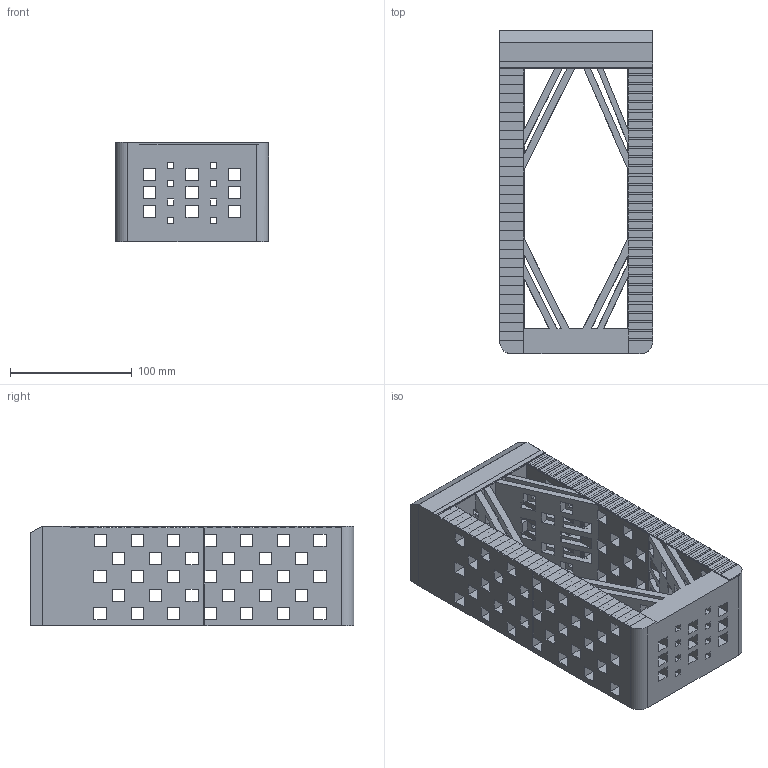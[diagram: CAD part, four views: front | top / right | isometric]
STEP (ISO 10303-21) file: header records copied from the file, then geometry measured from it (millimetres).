
FILE_DESCRIPTION(/* description */ (''),/* implementation_level */ '2;1');
FILE_NAME(/* name */ 'spinal fusion cage.step',/* time_stamp */ '2025-08-07T22:42:34-04:00',/* author */ (''),/* organization */ (''),/* preprocessor_version */ 'ST-DEVELOPER v20.1',/* originating_system */ 'Autodesk Translation Framework v14.10.0.0',/* authorisation */ '');
FILE_SCHEMA (('AUTOMOTIVE_DESIGN { 1 0 10303 214 3 1 1 }'));
Length unit declared in the file: millimetre
Products named in the file (2): 2025-08-06-16-51-01-488; 2025-08-06-16-51-01-689
Assembly tree (1 placements, depth 2):
  2025-08-06-16-51-01-488
    2025-08-06-16-51-01-689
Bounding box: 126.12 x 265.59 x 81.48 mm (x, y, z)
Volume: 1200185.6 mm3; surface area: 317633.5 mm2
Topology: 2 solids, 2 shells, 1142 faces, 3684 edges, 2376 vertices
Faces by surface type: plane 1139, cylinder 3
Entity records: 40397 total; most frequent: ORIENTED_EDGE 7368, CARTESIAN_POINT 7205, DIRECTION 5981, EDGE_CURVE 3684, LINE 3677, VECTOR 3677, VERTEX_POINT 2376, EDGE_LOOP 1466
